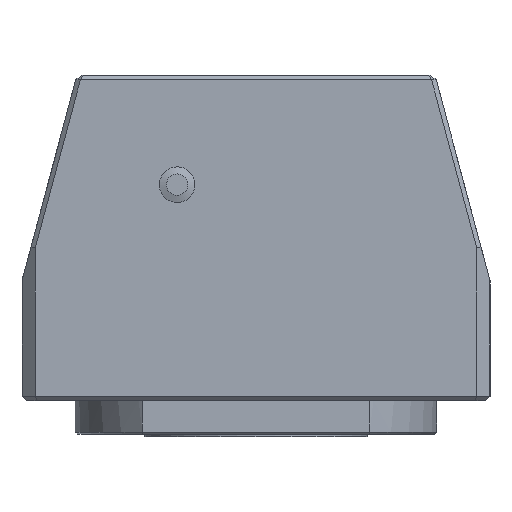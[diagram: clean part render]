
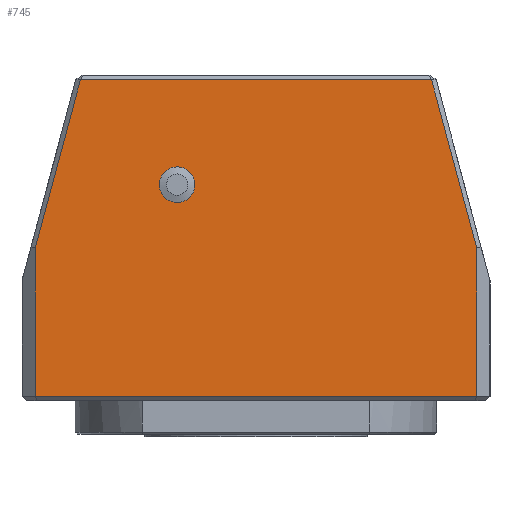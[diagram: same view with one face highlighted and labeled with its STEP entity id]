
A CAD part, left-side view. The second image highlights one B-rep face of the part: STEP entity #745.
In plain terms, the highlighted planar face has unit normal (-1, 0, 0).
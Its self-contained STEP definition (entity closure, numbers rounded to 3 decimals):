
#74=LINE('',#4289,#345);
#75=LINE('',#4292,#346);
#76=LINE('',#4294,#347);
#77=LINE('',#4296,#348);
#78=LINE('',#4298,#349);
#79=LINE('',#4300,#350);
#345=VECTOR('',#3250,1.);
#346=VECTOR('',#3251,1.);
#347=VECTOR('',#3252,1.);
#348=VECTOR('',#3253,1.);
#349=VECTOR('',#3254,1.);
#350=VECTOR('',#3255,1.);
#648=FACE_BOUND('',#1183,.T.);
#649=FACE_BOUND('',#1184,.T.);
#745=ADVANCED_FACE('',(#648,#649),#917,.T.);
#917=PLANE('',#2971);
#1183=EDGE_LOOP('',(#1404));
#1184=EDGE_LOOP('',(#1405,#1406,#1407,#1408,#1409,#1410));
#1404=ORIENTED_EDGE('',*,*,#2453,.T.);
#1405=ORIENTED_EDGE('',*,*,#2454,.T.);
#1406=ORIENTED_EDGE('',*,*,#2455,.T.);
#1407=ORIENTED_EDGE('',*,*,#2456,.T.);
#1408=ORIENTED_EDGE('',*,*,#2457,.T.);
#1409=ORIENTED_EDGE('',*,*,#2458,.T.);
#1410=ORIENTED_EDGE('',*,*,#2459,.T.);
#2196=VERTEX_POINT('',#4288);
#2197=VERTEX_POINT('',#4290);
#2198=VERTEX_POINT('',#4291);
#2199=VERTEX_POINT('',#4293);
#2200=VERTEX_POINT('',#4295);
#2201=VERTEX_POINT('',#4297);
#2202=VERTEX_POINT('',#4299);
#2453=EDGE_CURVE('',#2196,#2196,#2845,.T.);
#2454=EDGE_CURVE('',#2197,#2198,#74,.T.);
#2455=EDGE_CURVE('',#2198,#2199,#75,.T.);
#2456=EDGE_CURVE('',#2199,#2200,#76,.T.);
#2457=EDGE_CURVE('',#2200,#2201,#77,.T.);
#2458=EDGE_CURVE('',#2201,#2202,#78,.T.);
#2459=EDGE_CURVE('',#2202,#2197,#79,.T.);
#2845=CIRCLE('',#2970,3.996);
#2970=AXIS2_PLACEMENT_3D('',#4287,#3248,#3249);
#2971=AXIS2_PLACEMENT_3D('',#4301,#3256,#3257);
#3248=DIRECTION('',(1.,0.,0.));
#3249=DIRECTION('',(0.,0.,1.));
#3250=DIRECTION('',(0.,0.259,0.966));
#3251=DIRECTION('',(0.,1.,0.));
#3252=DIRECTION('',(0.,0.259,-0.966));
#3253=DIRECTION('',(0.,0.,-1.));
#3254=DIRECTION('',(0.,-1.,0.));
#3255=DIRECTION('',(0.,0.,1.));
#3256=DIRECTION('',(-1.,0.,0.));
#3257=DIRECTION('',(0.,0.,1.));
#4287=CARTESIAN_POINT('',(-44.,17.7,21.5));
#4288=CARTESIAN_POINT('',(-44.,17.7,25.496));
#4289=CARTESIAN_POINT('',(-44.,-39.208,45.741));
#4290=CARTESIAN_POINT('',(-44.,-49.5,7.332));
#4291=CARTESIAN_POINT('',(-44.,-39.407,45.));
#4292=CARTESIAN_POINT('',(-44.,52.5,45.));
#4293=CARTESIAN_POINT('',(-44.,39.407,45.));
#4294=CARTESIAN_POINT('',(-44.,48.534,10.937));
#4295=CARTESIAN_POINT('',(-44.,49.5,7.332));
#4296=CARTESIAN_POINT('',(-44.,49.5,-27.));
#4297=CARTESIAN_POINT('',(-44.,49.5,-26.));
#4298=CARTESIAN_POINT('',(-44.,52.5,-26.));
#4299=CARTESIAN_POINT('',(-44.,-49.5,-26.));
#4300=CARTESIAN_POINT('',(-44.,-49.5,46.));
#4301=CARTESIAN_POINT('',(-44.,52.5,46.));
